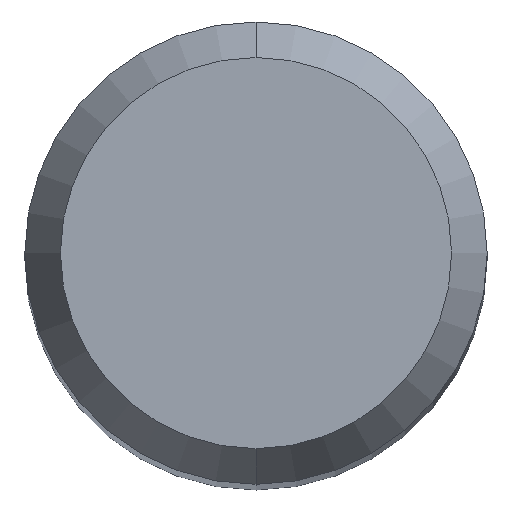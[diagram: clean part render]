
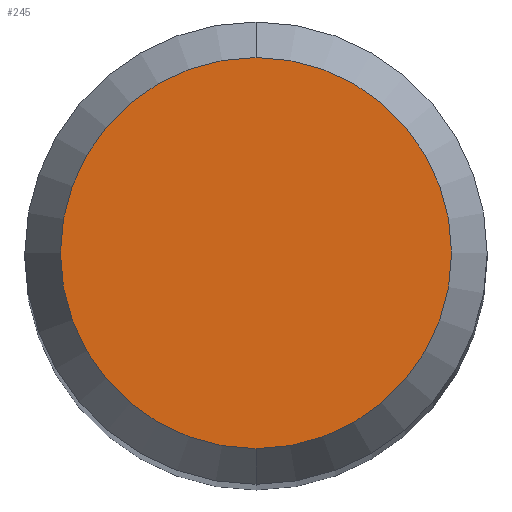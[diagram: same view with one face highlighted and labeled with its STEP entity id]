
A CAD part, top view. The second image highlights one B-rep face of the part: STEP entity #245.
In plain terms, the highlighted planar face has unit normal (0, 0, 1).
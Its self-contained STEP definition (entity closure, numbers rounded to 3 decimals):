
#183=VERTEX_POINT('',#476);
#193=VERTEX_POINT('',#486);
#245=ADVANCED_FACE('',(#544),#545,.T.);
#257=EDGE_CURVE('',#193,#183,#558,.T.);
#419=EDGE_CURVE('',#183,#193,#735,.T.);
#476=CARTESIAN_POINT('',(0.0,2.538,41.801));
#486=CARTESIAN_POINT('',(0.,-2.538,41.801));
#544=FACE_OUTER_BOUND('',#981,.T.);
#545=PLANE('',#982);
#558=CIRCLE('',#1007,2.538);
#735=CIRCLE('',#1374,2.538);
#981=EDGE_LOOP('',(#1500,#1501));
#982=AXIS2_PLACEMENT_3D('',#1502,#1503,#1504);
#1007=AXIS2_PLACEMENT_3D('',#1517,#1518,#1519);
#1374=AXIS2_PLACEMENT_3D('',#1707,#1708,#1709);
#1500=ORIENTED_EDGE('',*,*,#419,.F.);
#1501=ORIENTED_EDGE('',*,*,#257,.F.);
#1502=CARTESIAN_POINT('',(0.0,1.269,41.801));
#1503=DIRECTION('',(-0.0,0.0,1.0));
#1504=DIRECTION('',(0.0,-1.0,0.0));
#1517=CARTESIAN_POINT('',(0.0,0.0,41.801));
#1518=DIRECTION('',(0.0,0.0,-1.0));
#1519=DIRECTION('',(0.0,1.0,0.0));
#1707=CARTESIAN_POINT('',(0.0,0.0,41.801));
#1708=DIRECTION('',(0.0,0.0,-1.0));
#1709=DIRECTION('',(0.0,1.0,0.0));
